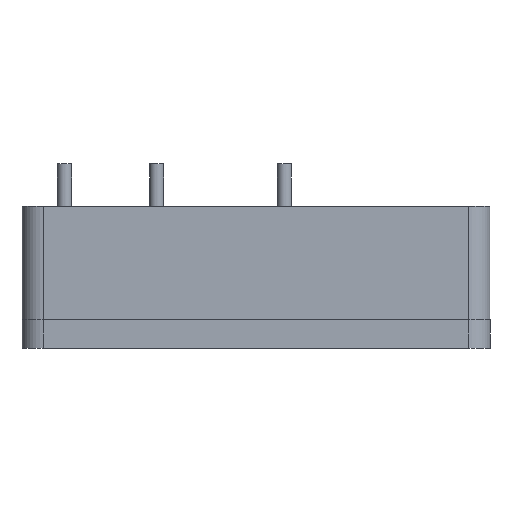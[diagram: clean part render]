
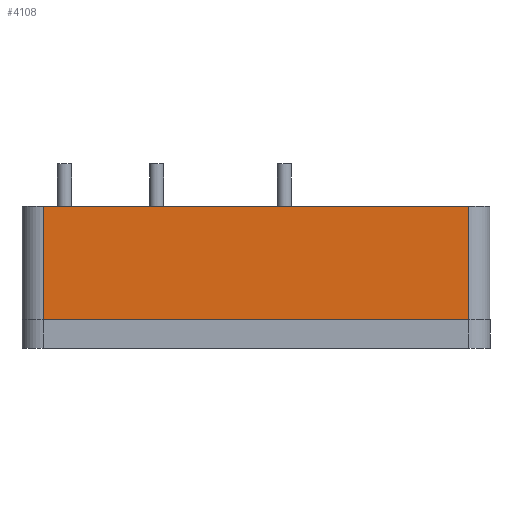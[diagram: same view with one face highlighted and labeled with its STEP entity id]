
A CAD part, left-side view. The second image highlights one B-rep face of the part: STEP entity #4108.
In plain terms, the highlighted planar face has unit normal (-1, 0, 0).
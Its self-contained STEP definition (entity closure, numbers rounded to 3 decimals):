
#4108=ADVANCED_FACE('',(#9564),#9566,.T.);
#9564=FACE_BOUND('',#9565,.T.);
#9565=EDGE_LOOP('',(#14137,#14138,#14139,#14140));
#9566=PLANE('',#9567);
#9567=AXIS2_PLACEMENT_3D('',#9568,#9569,#9570);
#9568=CARTESIAN_POINT('',(-23.75,16.5,-10.));
#9569=DIRECTION('',(-1.,0.,0.));
#9570=DIRECTION('',(0.,-1.,0.));
#14137=ORIENTED_EDGE('',*,*,#16597,.F.);
#14138=ORIENTED_EDGE('',*,*,#16594,.F.);
#14139=ORIENTED_EDGE('',*,*,#16844,.T.);
#14140=ORIENTED_EDGE('',*,*,#16601,.F.);
#16594=EDGE_CURVE('',#19454,#19446,#19456,.F.);
#16597=EDGE_CURVE('',#19446,#19461,#19462,.T.);
#16601=EDGE_CURVE('',#19461,#19468,#19469,.T.);
#16844=EDGE_CURVE('',#19454,#19468,#19946,.T.);
#19446=VERTEX_POINT('',#25677);
#19454=VERTEX_POINT('',#25695);
#19456=LINE('',#25700,#25701);
#19461=VERTEX_POINT('',#25713);
#19462=LINE('',#25714,#25715);
#19468=VERTEX_POINT('',#25730);
#19469=LINE('',#25731,#25732);
#19946=LINE('',#26877,#26878);
#25677=CARTESIAN_POINT('',(-23.75,15.,-8.));
#25695=CARTESIAN_POINT('',(-23.75,-15.,-8.));
#25700=CARTESIAN_POINT('',(-23.75,15.,-8.));
#25701=VECTOR('',#25702,1.);
#25702=DIRECTION('',(0.,-1.,0.));
#25713=CARTESIAN_POINT('',(-23.75,15.,0.));
#25714=CARTESIAN_POINT('',(-23.75,15.,-8.));
#25715=VECTOR('',#25716,1.);
#25716=DIRECTION('',(0.,0.,1.));
#25730=CARTESIAN_POINT('',(-23.75,-15.,0.));
#25731=CARTESIAN_POINT('',(-23.75,15.,0.));
#25732=VECTOR('',#25733,1.);
#25733=DIRECTION('',(0.,-1.,0.));
#26877=CARTESIAN_POINT('',(-23.75,-15.,-8.));
#26878=VECTOR('',#26879,1.);
#26879=DIRECTION('',(0.,0.,1.));
